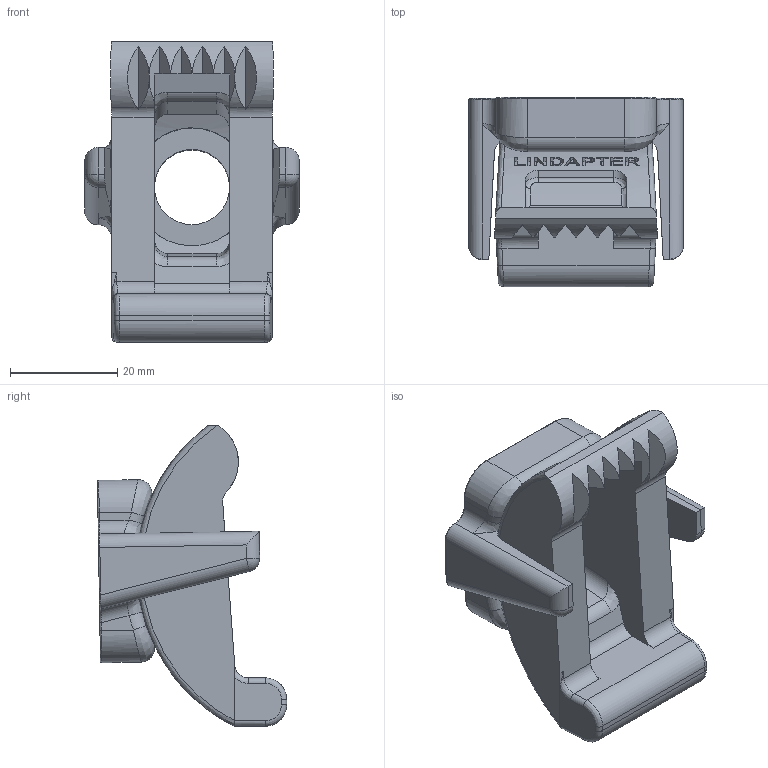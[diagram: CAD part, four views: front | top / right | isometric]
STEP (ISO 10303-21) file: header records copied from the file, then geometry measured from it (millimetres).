
FILE_DESCRIPTION (( 'STEP AP214' ), '1' );
FILE_NAME ('LR M12.STEP', '2008-03-10T13:49:44', ( 'Schütte' ), ( ' ' ), 'SwSTEP 2.0', 'SolidWorks 2008', '' );
FILE_SCHEMA (( 'AUTOMOTIVE_DESIGN' ));
Length unit declared in the file: millimetre
Products named in the file (3): M12 LRS; M12 LRC; LR M12
Assembly tree (2 placements, depth 2):
  LR M12
    M12 LRS
    M12 LRC
Bounding box: 40 x 35.28 x 56 mm (x, y, z)
Volume: 25062.6 mm3; surface area: 11012.2 mm2
Topology: 2 solids, 2 shells, 401 faces, 1040 edges, 667 vertices
Faces by surface type: plane 233, bspline 80, cylinder 70, torus 16, sphere 2
Entity records: 16471 total; most frequent: CARTESIAN_POINT 7523, ORIENTED_EDGE 2076, DIRECTION 1486, EDGE_CURVE 1038, VERTEX_POINT 667, LINE 598, VECTOR 598, AXIS2_PLACEMENT_3D 444
